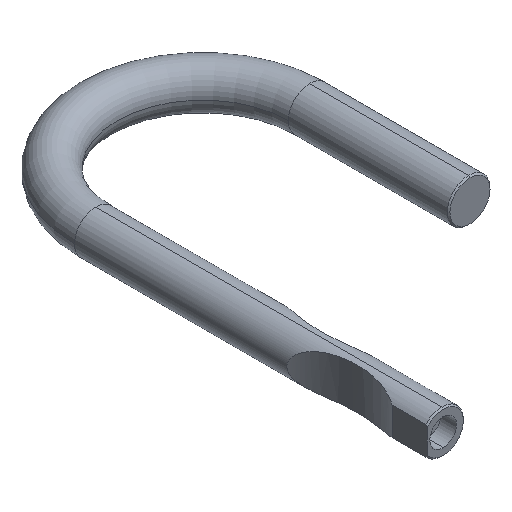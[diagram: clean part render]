
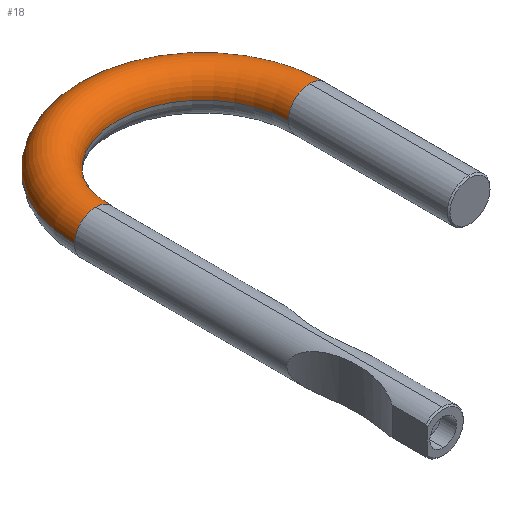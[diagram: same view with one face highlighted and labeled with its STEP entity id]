
A CAD part, isometric view. The second image highlights one B-rep face of the part: STEP entity #18.
In plain terms, the highlighted toroidal (fillet/blend) face has major radius 20 mm and minor radius 4 mm.
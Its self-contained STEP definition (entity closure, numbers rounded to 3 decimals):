
#18 = ADVANCED_FACE ( 'NONE', ( #586 ), #677, .T. ) ;
#48 = CIRCLE ( 'NONE', #470, 4. ) ;
#51 = CARTESIAN_POINT ( 'NONE',  ( 44., 65., 0. ) ) ;
#61 = CARTESIAN_POINT ( 'NONE',  ( -4., 65., 0. ) ) ;
#66 = EDGE_CURVE ( 'NONE', #550, #87, #595, .T. ) ;
#67 = VERTEX_POINT ( 'NONE', #51 ) ;
#69 = CARTESIAN_POINT ( 'NONE',  ( 40., 65., 4. ) ) ;
#87 = VERTEX_POINT ( 'NONE', #384 ) ;
#88 = DIRECTION ( 'NONE',  ( 0., 0., 1. ) ) ;
#101 = AXIS2_PLACEMENT_3D ( 'NONE', #151, #634, #156 ) ;
#104 = CARTESIAN_POINT ( 'NONE',  ( 20., 65., 0. ) ) ;
#106 = DIRECTION ( 'NONE',  ( -1., 0., 0. ) ) ;
#129 = ORIENTED_EDGE ( 'NONE', *, *, #439, .T. ) ;
#143 = ORIENTED_EDGE ( 'NONE', *, *, #593, .T. ) ;
#151 = CARTESIAN_POINT ( 'NONE',  ( 40., 65., 0. ) ) ;
#152 = CARTESIAN_POINT ( 'NONE',  ( 0., 65., 0. ) ) ;
#156 = DIRECTION ( 'NONE',  ( 0., 0., 1. ) ) ;
#186 = DIRECTION ( 'NONE',  ( 0., 0., 1. ) ) ;
#200 = CIRCLE ( 'NONE', #758, 24. ) ;
#210 = CARTESIAN_POINT ( 'NONE',  ( 0., 65., 4. ) ) ;
#232 = CARTESIAN_POINT ( 'NONE',  ( 0., 65., 0. ) ) ;
#236 = DIRECTION ( 'NONE',  ( -1., 0., 0. ) ) ;
#271 = VERTEX_POINT ( 'NONE', #61 ) ;
#287 = EDGE_CURVE ( 'NONE', #271, #67, #200, .T. ) ;
#293 = DIRECTION ( 'NONE',  ( 0., 0., -1. ) ) ;
#298 = CARTESIAN_POINT ( 'NONE',  ( 40., 65., 0. ) ) ;
#353 = AXIS2_PLACEMENT_3D ( 'NONE', #298, #541, #186 ) ;
#368 = VERTEX_POINT ( 'NONE', #532 ) ;
#370 = EDGE_LOOP ( 'NONE', ( #606, #129, #424, #143, #588, #399 ) ) ;
#381 = VERTEX_POINT ( 'NONE', #69 ) ;
#384 = CARTESIAN_POINT ( 'NONE',  ( 4., 65., 0. ) ) ;
#396 = EDGE_CURVE ( 'NONE', #381, #368, #624, .T. ) ;
#399 = ORIENTED_EDGE ( 'NONE', *, *, #522, .F. ) ;
#419 = AXIS2_PLACEMENT_3D ( 'NONE', #104, #711, #637 ) ;
#424 = ORIENTED_EDGE ( 'NONE', *, *, #66, .T. ) ;
#439 = EDGE_CURVE ( 'NONE', #271, #550, #48, .T. ) ;
#470 = AXIS2_PLACEMENT_3D ( 'NONE', #152, #623, #88 ) ;
#485 = CIRCLE ( 'NONE', #566, 16. ) ;
#519 = CIRCLE ( 'NONE', #101, 4. ) ;
#522 = EDGE_CURVE ( 'NONE', #67, #381, #519, .T. ) ;
#532 = CARTESIAN_POINT ( 'NONE',  ( 36., 65., 0. ) ) ;
#534 = AXIS2_PLACEMENT_3D ( 'NONE', #232, #716, #582 ) ;
#536 = CARTESIAN_POINT ( 'NONE',  ( 20., 65., 0. ) ) ;
#541 = DIRECTION ( 'NONE',  ( 0., -1., 0. ) ) ;
#550 = VERTEX_POINT ( 'NONE', #210 ) ;
#566 = AXIS2_PLACEMENT_3D ( 'NONE', #776, #652, #106 ) ;
#582 = DIRECTION ( 'NONE',  ( 0., 0., 1. ) ) ;
#586 = FACE_OUTER_BOUND ( 'NONE', #370, .T. ) ;
#588 = ORIENTED_EDGE ( 'NONE', *, *, #396, .F. ) ;
#593 = EDGE_CURVE ( 'NONE', #87, #368, #485, .T. ) ;
#595 = CIRCLE ( 'NONE', #534, 4. ) ;
#606 = ORIENTED_EDGE ( 'NONE', *, *, #287, .F. ) ;
#623 = DIRECTION ( 'NONE',  ( 0., 1., 0. ) ) ;
#624 = CIRCLE ( 'NONE', #353, 4. ) ;
#634 = DIRECTION ( 'NONE',  ( 0., -1., 0. ) ) ;
#637 = DIRECTION ( 'NONE',  ( -1., 0., 0. ) ) ;
#652 = DIRECTION ( 'NONE',  ( 0., 0., -1. ) ) ;
#677 = TOROIDAL_SURFACE ( 'NONE', #419, 20., 4. ) ;
#711 = DIRECTION ( 'NONE',  ( 0., 0., -1. ) ) ;
#716 = DIRECTION ( 'NONE',  ( 0., 1., 0. ) ) ;
#758 = AXIS2_PLACEMENT_3D ( 'NONE', #536, #293, #236 ) ;
#776 = CARTESIAN_POINT ( 'NONE',  ( 20., 65., 0. ) ) ;
